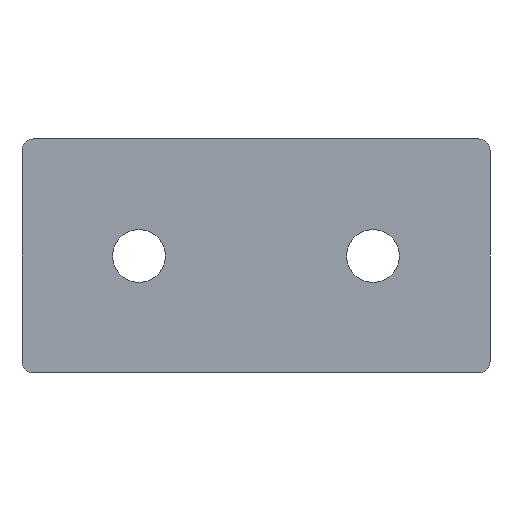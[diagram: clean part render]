
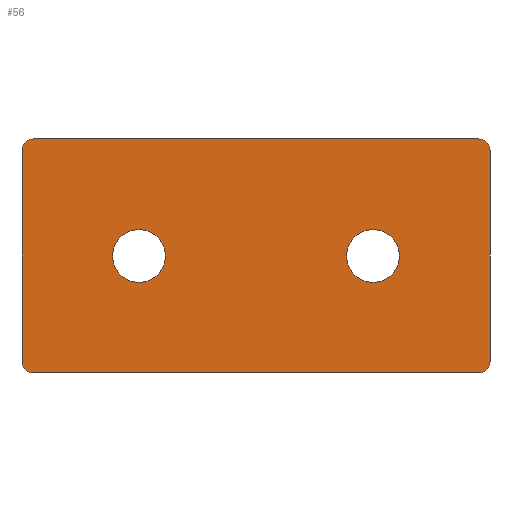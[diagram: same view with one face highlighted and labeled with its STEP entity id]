
A CAD part, front view. The second image highlights one B-rep face of the part: STEP entity #56.
In plain terms, the highlighted planar face has unit normal (0, -1, 0).
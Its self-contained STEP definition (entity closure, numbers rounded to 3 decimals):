
#56 = ADVANCED_FACE( '', ( #122, #123, #124 ), #125, .F. );
#122 = FACE_BOUND( '', #199, .T. );
#123 = FACE_BOUND( '', #200, .T. );
#124 = FACE_OUTER_BOUND( '', #201, .T. );
#125 = PLANE( '', #202 );
#199 = EDGE_LOOP( '', ( #291 ) );
#200 = EDGE_LOOP( '', ( #292 ) );
#201 = EDGE_LOOP( '', ( #293, #294, #295, #296, #297, #298, #299, #300 ) );
#202 = AXIS2_PLACEMENT_3D( '', #301, #302, #303 );
#291 = ORIENTED_EDGE( '', *, *, #440, .F. );
#292 = ORIENTED_EDGE( '', *, *, #441, .F. );
#293 = ORIENTED_EDGE( '', *, *, #419, .F. );
#294 = ORIENTED_EDGE( '', *, *, #442, .F. );
#295 = ORIENTED_EDGE( '', *, *, #443, .F. );
#296 = ORIENTED_EDGE( '', *, *, #444, .F. );
#297 = ORIENTED_EDGE( '', *, *, #433, .F. );
#298 = ORIENTED_EDGE( '', *, *, #445, .F. );
#299 = ORIENTED_EDGE( '', *, *, #437, .F. );
#300 = ORIENTED_EDGE( '', *, *, #446, .F. );
#301 = CARTESIAN_POINT( '', ( 2., 0., -2. ) );
#302 = DIRECTION( '', ( 0., 1., 0. ) );
#303 = DIRECTION( '', ( 0., 0., 1. ) );
#419 = EDGE_CURVE( '', #484, #486, #487, .T. );
#433 = EDGE_CURVE( '', #508, #504, #510, .T. );
#437 = EDGE_CURVE( '', #515, #517, #518, .T. );
#440 = EDGE_CURVE( '', #521, #521, #522, .T. );
#441 = EDGE_CURVE( '', #523, #523, #524, .T. );
#442 = EDGE_CURVE( '', #525, #484, #526, .T. );
#443 = EDGE_CURVE( '', #527, #525, #528, .T. );
#444 = EDGE_CURVE( '', #504, #527, #529, .T. );
#445 = EDGE_CURVE( '', #517, #508, #530, .T. );
#446 = EDGE_CURVE( '', #486, #515, #531, .T. );
#484 = VERTEX_POINT( '', #581 );
#486 = VERTEX_POINT( '', #584 );
#487 = LINE( '', #585, #586 );
#504 = VERTEX_POINT( '', #604 );
#508 = VERTEX_POINT( '', #610 );
#510 = LINE( '', #613, #614 );
#515 = VERTEX_POINT( '', #620 );
#517 = VERTEX_POINT( '', #623 );
#518 = LINE( '', #624, #625 );
#521 = VERTEX_POINT( '', #629 );
#522 = CIRCLE( '', #630, 4.5 );
#523 = VERTEX_POINT( '', #631 );
#524 = CIRCLE( '', #632, 4.5 );
#525 = VERTEX_POINT( '', #633 );
#526 = CIRCLE( '', #634, 2. );
#527 = VERTEX_POINT( '', #635 );
#528 = LINE( '', #636, #637 );
#529 = CIRCLE( '', #638, 2. );
#530 = CIRCLE( '', #639, 2. );
#531 = CIRCLE( '', #640, 2. );
#581 = CARTESIAN_POINT( '', ( 0., 0., -38. ) );
#584 = CARTESIAN_POINT( '', ( 0., 0., -2. ) );
#585 = CARTESIAN_POINT( '', ( 0., 0., -38. ) );
#586 = VECTOR( '', #694, 1000. );
#604 = CARTESIAN_POINT( '', ( 80., 0., -38. ) );
#610 = CARTESIAN_POINT( '', ( 80., 0., -2. ) );
#613 = CARTESIAN_POINT( '', ( 80., 0., -2. ) );
#614 = VECTOR( '', #714, 1000. );
#620 = CARTESIAN_POINT( '', ( 2., 0., 0. ) );
#623 = CARTESIAN_POINT( '', ( 78., 0., 0. ) );
#624 = CARTESIAN_POINT( '', ( 2., 0., 0. ) );
#625 = VECTOR( '', #717, 1000. );
#629 = CARTESIAN_POINT( '', ( 60., 0., -24.5 ) );
#630 = AXIS2_PLACEMENT_3D( '', #719, #720, #721 );
#631 = CARTESIAN_POINT( '', ( 20., 0., -24.5 ) );
#632 = AXIS2_PLACEMENT_3D( '', #722, #723, #724 );
#633 = CARTESIAN_POINT( '', ( 2., 0., -40. ) );
#634 = AXIS2_PLACEMENT_3D( '', #725, #726, #727 );
#635 = CARTESIAN_POINT( '', ( 78., 0., -40. ) );
#636 = CARTESIAN_POINT( '', ( 78., 0., -40. ) );
#637 = VECTOR( '', #728, 1000. );
#638 = AXIS2_PLACEMENT_3D( '', #729, #730, #731 );
#639 = AXIS2_PLACEMENT_3D( '', #732, #733, #734 );
#640 = AXIS2_PLACEMENT_3D( '', #735, #736, #737 );
#694 = DIRECTION( '', ( 0., 0., 1. ) );
#714 = DIRECTION( '', ( 0., 0., -1. ) );
#717 = DIRECTION( '', ( 1., 0., 0. ) );
#719 = CARTESIAN_POINT( '', ( 60., 0., -20. ) );
#720 = DIRECTION( '', ( 0., -1., 0. ) );
#721 = DIRECTION( '', ( 0., 0., -1. ) );
#722 = CARTESIAN_POINT( '', ( 20., 0., -20. ) );
#723 = DIRECTION( '', ( 0., -1., 0. ) );
#724 = DIRECTION( '', ( 0., 0., -1. ) );
#725 = CARTESIAN_POINT( '', ( 2., 0., -38. ) );
#726 = DIRECTION( '', ( 0., 1., 0. ) );
#727 = DIRECTION( '', ( 1., 0., 0. ) );
#728 = DIRECTION( '', ( -1., 0., 0. ) );
#729 = CARTESIAN_POINT( '', ( 78., 0., -38. ) );
#730 = DIRECTION( '', ( 0., 1., 0. ) );
#731 = DIRECTION( '', ( 1., 0., 0. ) );
#732 = CARTESIAN_POINT( '', ( 78., 0., -2. ) );
#733 = DIRECTION( '', ( 0., 1., 0. ) );
#734 = DIRECTION( '', ( 1., 0., 0. ) );
#735 = CARTESIAN_POINT( '', ( 2., 0., -2. ) );
#736 = DIRECTION( '', ( 0., 1., 0. ) );
#737 = DIRECTION( '', ( 1., 0., 0. ) );
